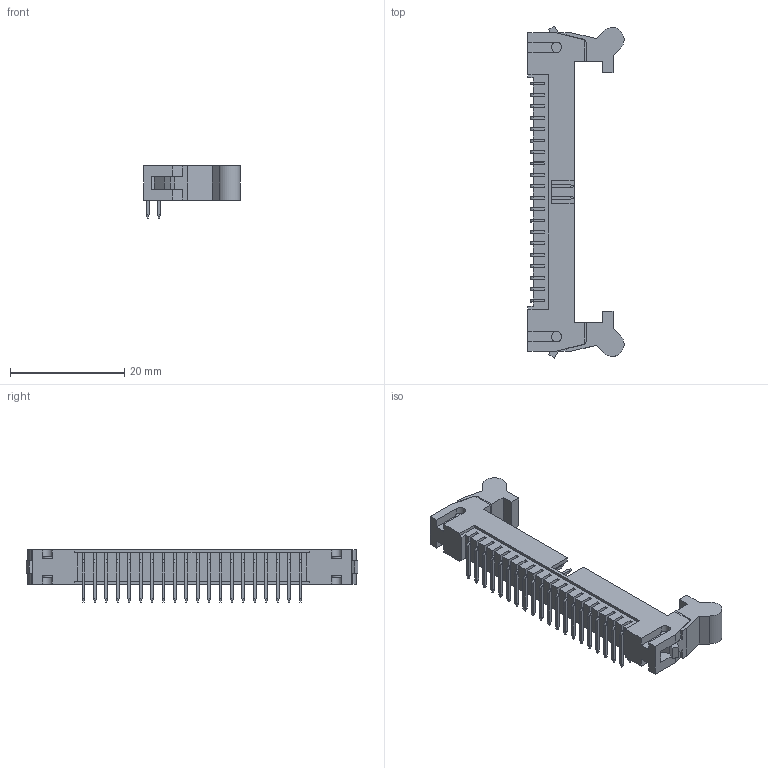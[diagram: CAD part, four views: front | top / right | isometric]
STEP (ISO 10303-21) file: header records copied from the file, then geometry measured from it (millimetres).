
FILE_DESCRIPTION(/* description */ ('Unknown'),/* implementation_level */ '2;1');
FILE_NAME(/* name */ 'J_Wurth_WR-BHD_62504022121',/* time_stamp */ '2025-05-19T14:25:09+08:00',/* author */ ('Unknown'),/* organization */ ('Unknown'),/* preprocessor_version */ 'ST-DEVELOPER v19.4',/* originating_system */ 'Solid Edge',/* authorisation */ 'Unknown');
FILE_SCHEMA (('AUTOMOTIVE_DESIGN {1 0 10303 214 3 1 1}'));
Length unit declared in the file: millimetre
Products named in the file (2): J_Wurth_WR-BHD_62504022121
Assembly tree (1 placements, depth 2):
  J_Wurth_WR-BHD_62504022121
    J_Wurth_WR-BHD_62504022121
Bounding box: 16.84 x 58.12 x 9.15 mm (x, y, z)
Volume: 1982.8 mm3; surface area: 4401 mm2
Topology: 43 solids, 43 shells, 1140 faces, 2942 edges, 1844 vertices
Faces by surface type: plane 1066, cylinder 70, cone 4
Full cylindrical faces by diameter (mm): 1.8 x4
Entity records: 34058 total; most frequent: CARTESIAN_POINT 5936, ORIENTED_EDGE 5876, DIRECTION 5366, EDGE_CURVE 2938, LINE 2786, VECTOR 2786, VERTEX_POINT 1844, AXIS2_PLACEMENT_3D 1290
